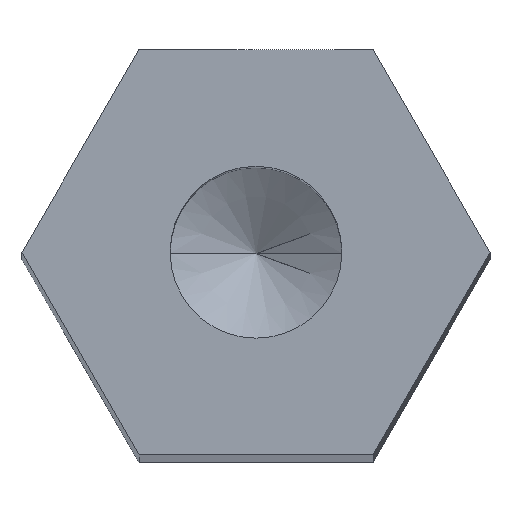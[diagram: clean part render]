
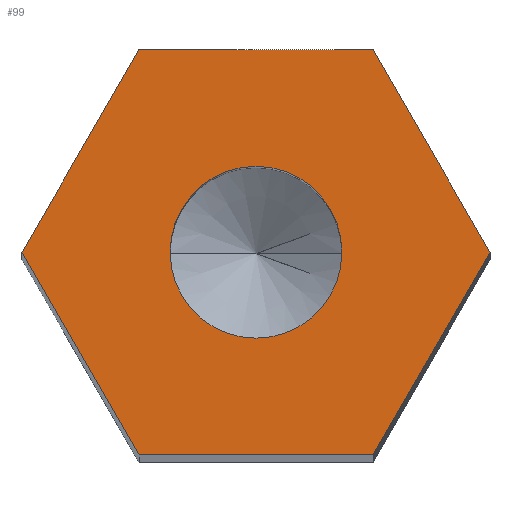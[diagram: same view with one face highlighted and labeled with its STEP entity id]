
A CAD part, top view. The second image highlights one B-rep face of the part: STEP entity #99.
In plain terms, the highlighted planar face has unit normal (0, 0, 1).
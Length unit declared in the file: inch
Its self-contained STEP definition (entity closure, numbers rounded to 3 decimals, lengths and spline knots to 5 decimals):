
#1 = DIRECTION ( 'NONE',  ( 0., 0., 1. ) ) ;
#5 = LINE ( 'NONE', #229, #141 ) ;
#11 = ORIENTED_EDGE ( 'NONE', *, *, #68, .T. ) ;
#12 = CIRCLE ( 'NONE', #142, 0.0795 ) ;
#21 = VERTEX_POINT ( 'NONE', #85 ) ;
#22 = VECTOR ( 'NONE', #144, 39.37008 ) ;
#25 = VERTEX_POINT ( 'NONE', #312 ) ;
#35 = FACE_OUTER_BOUND ( 'NONE', #383, .T. ) ;
#39 = VECTOR ( 'NONE', #382, 39.37008 ) ;
#43 = CARTESIAN_POINT ( 'NONE',  ( 0., 0., 4. ) ) ;
#47 = EDGE_CURVE ( 'NONE', #21, #494, #275, .T. ) ;
#54 = ORIENTED_EDGE ( 'NONE', *, *, #64, .T. ) ;
#64 = EDGE_CURVE ( 'NONE', #95, #168, #233, .T. ) ;
#67 = DIRECTION ( 'NONE',  ( 0.5, -0.866, 0. ) ) ;
#68 = EDGE_CURVE ( 'NONE', #168, #160, #5, .T. ) ;
#80 = VECTOR ( 'NONE', #67, 39.37008 ) ;
#85 = CARTESIAN_POINT ( 'NONE',  ( -0.21651, 0., 4. ) ) ;
#86 = ORIENTED_EDGE ( 'NONE', *, *, #361, .T. ) ;
#95 = VERTEX_POINT ( 'NONE', #466 ) ;
#99 = ADVANCED_FACE ( 'NONE', ( #389, #35 ), #192, .T. ) ;
#100 = CARTESIAN_POINT ( 'NONE',  ( 0.10825, 0.1875, 4. ) ) ;
#101 = ORIENTED_EDGE ( 'NONE', *, *, #465, .T. ) ;
#115 = VERTEX_POINT ( 'NONE', #452 ) ;
#131 = DIRECTION ( 'NONE',  ( 0., 0., 1. ) ) ;
#133 = CIRCLE ( 'NONE', #459, 0.0795 ) ;
#141 = VECTOR ( 'NONE', #350, 39.37008 ) ;
#142 = AXIS2_PLACEMENT_3D ( 'NONE', #198, #1, #397 ) ;
#143 = EDGE_CURVE ( 'NONE', #115, #25, #133, .T. ) ;
#144 = DIRECTION ( 'NONE',  ( 1., 0., 0. ) ) ;
#149 = CARTESIAN_POINT ( 'NONE',  ( 0.10825, -0.1875, 4. ) ) ;
#152 = AXIS2_PLACEMENT_3D ( 'NONE', #43, #493, #363 ) ;
#158 = LINE ( 'NONE', #319, #264 ) ;
#160 = VERTEX_POINT ( 'NONE', #166 ) ;
#166 = CARTESIAN_POINT ( 'NONE',  ( -0.10825, 0.1875, 4. ) ) ;
#168 = VERTEX_POINT ( 'NONE', #100 ) ;
#183 = ORIENTED_EDGE ( 'NONE', *, *, #340, .T. ) ;
#192 = PLANE ( 'NONE',  #152 ) ;
#198 = CARTESIAN_POINT ( 'NONE',  ( 0., 0., 4. ) ) ;
#200 = CARTESIAN_POINT ( 'NONE',  ( -0.10825, -0.1875, 4. ) ) ;
#229 = CARTESIAN_POINT ( 'NONE',  ( 0.10825, 0.1875, 4. ) ) ;
#233 = LINE ( 'NONE', #237, #368 ) ;
#237 = CARTESIAN_POINT ( 'NONE',  ( 0.21651, 0., 4. ) ) ;
#241 = DIRECTION ( 'NONE',  ( -0.5, -0.866, 0. ) ) ;
#258 = LINE ( 'NONE', #464, #22 ) ;
#263 = VERTEX_POINT ( 'NONE', #420 ) ;
#264 = VECTOR ( 'NONE', #241, 39.37008 ) ;
#266 = EDGE_LOOP ( 'NONE', ( #415, #289 ) ) ;
#268 = CARTESIAN_POINT ( 'NONE',  ( -0.21651, 0., 4. ) ) ;
#275 = LINE ( 'NONE', #268, #80 ) ;
#289 = ORIENTED_EDGE ( 'NONE', *, *, #143, .F. ) ;
#306 = LINE ( 'NONE', #149, #39 ) ;
#312 = CARTESIAN_POINT ( 'NONE',  ( 0.0795, 0., 4. ) ) ;
#319 = CARTESIAN_POINT ( 'NONE',  ( -0.10825, 0.1875, 4. ) ) ;
#330 = ORIENTED_EDGE ( 'NONE', *, *, #47, .T. ) ;
#340 = EDGE_CURVE ( 'NONE', #494, #263, #258, .T. ) ;
#350 = DIRECTION ( 'NONE',  ( -1., 0., 0. ) ) ;
#361 = EDGE_CURVE ( 'NONE', #263, #95, #306, .T. ) ;
#362 = DIRECTION ( 'NONE',  ( -0.5, 0.866, 0. ) ) ;
#363 = DIRECTION ( 'NONE',  ( 1., 0., 0. ) ) ;
#368 = VECTOR ( 'NONE', #362, 39.37008 ) ;
#382 = DIRECTION ( 'NONE',  ( 0.5, 0.866, 0. ) ) ;
#383 = EDGE_LOOP ( 'NONE', ( #54, #11, #101, #330, #183, #86 ) ) ;
#389 = FACE_BOUND ( 'NONE', #266, .T. ) ;
#397 = DIRECTION ( 'NONE',  ( 1., 0., 0. ) ) ;
#411 = CARTESIAN_POINT ( 'NONE',  ( 0., 0., 4. ) ) ;
#415 = ORIENTED_EDGE ( 'NONE', *, *, #486, .F. ) ;
#420 = CARTESIAN_POINT ( 'NONE',  ( 0.10825, -0.1875, 4. ) ) ;
#448 = DIRECTION ( 'NONE',  ( 1., 0., 0. ) ) ;
#452 = CARTESIAN_POINT ( 'NONE',  ( -0.0795, 0., 4. ) ) ;
#459 = AXIS2_PLACEMENT_3D ( 'NONE', #411, #131, #448 ) ;
#464 = CARTESIAN_POINT ( 'NONE',  ( -0.10825, -0.1875, 4. ) ) ;
#465 = EDGE_CURVE ( 'NONE', #160, #21, #158, .T. ) ;
#466 = CARTESIAN_POINT ( 'NONE',  ( 0.21651, 0., 4. ) ) ;
#486 = EDGE_CURVE ( 'NONE', #25, #115, #12, .T. ) ;
#493 = DIRECTION ( 'NONE',  ( 0., 0., 1. ) ) ;
#494 = VERTEX_POINT ( 'NONE', #200 ) ;
